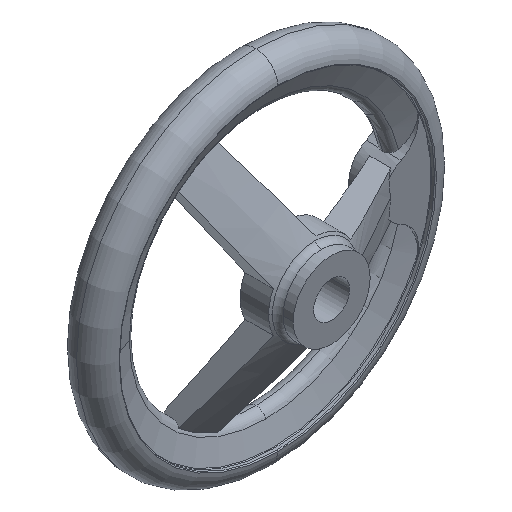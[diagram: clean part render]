
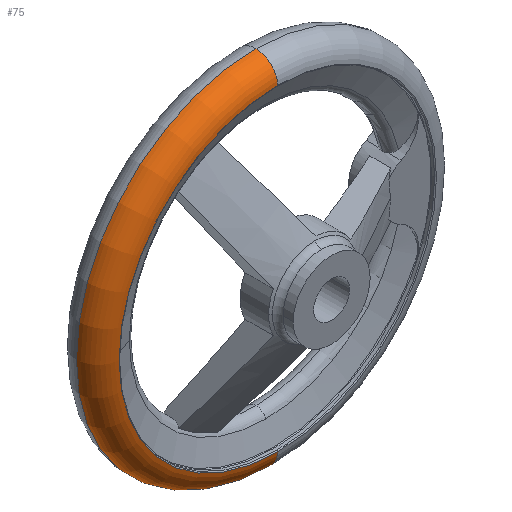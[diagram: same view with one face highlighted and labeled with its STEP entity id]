
A CAD part, isometric view. The second image highlights one B-rep face of the part: STEP entity #75.
In plain terms, the highlighted toroidal (fillet/blend) face has major radius 61.5 mm and minor radius 8.5 mm.
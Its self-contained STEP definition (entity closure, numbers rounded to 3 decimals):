
#75 = ADVANCED_FACE( '', ( #136 ), #137, .T. );
#136 = FACE_OUTER_BOUND( '', #258, .T. );
#137 = TOROIDAL_SURFACE( '', #259, 61.5, 8.5 );
#258 = EDGE_LOOP( '', ( #380, #381, #382, #383 ) );
#259 = AXIS2_PLACEMENT_3D( '', #384, #385, #386 );
#380 = ORIENTED_EDGE( '', *, *, #932, .F. );
#381 = ORIENTED_EDGE( '', *, *, #933, .T. );
#382 = ORIENTED_EDGE( '', *, *, #934, .T. );
#383 = ORIENTED_EDGE( '', *, *, #935, .T. );
#384 = CARTESIAN_POINT( '', ( 0., 29.5, 0. ) );
#385 = DIRECTION( '', ( 0., 1., 0. ) );
#386 = DIRECTION( '', ( 0., 0., 1. ) );
#932 = EDGE_CURVE( '', #1118, #1119, #1120, .T. );
#933 = EDGE_CURVE( '', #1118, #1121, #1122, .T. );
#934 = EDGE_CURVE( '', #1121, #1123, #1124, .T. );
#935 = EDGE_CURVE( '', #1123, #1119, #1125, .T. );
#1118 = VERTEX_POINT( '', #1426 );
#1119 = VERTEX_POINT( '', #1427 );
#1120 = CIRCLE( '', #1428, 70. );
#1121 = VERTEX_POINT( '', #1429 );
#1122 = CIRCLE( '', #1430, 8.5 );
#1123 = VERTEX_POINT( '', #1431 );
#1124 = CIRCLE( '', #1432, 61.854 );
#1125 = CIRCLE( '', #1433, 8.5 );
#1426 = CARTESIAN_POINT( '', ( 0., 29.5, -70. ) );
#1427 = CARTESIAN_POINT( '', ( 0., 29.5, 70. ) );
#1428 = AXIS2_PLACEMENT_3D( '', #2366, #2367, #2368 );
#1429 = CARTESIAN_POINT( '', ( 0., 21.007, -61.854 ) );
#1430 = AXIS2_PLACEMENT_3D( '', #2369, #2370, #2371 );
#1431 = CARTESIAN_POINT( '', ( 0., 21.007, 61.854 ) );
#1432 = AXIS2_PLACEMENT_3D( '', #2372, #2373, #2374 );
#1433 = AXIS2_PLACEMENT_3D( '', #2375, #2376, #2377 );
#2366 = CARTESIAN_POINT( '', ( 0., 29.5, 0. ) );
#2367 = DIRECTION( '', ( 0., 1., 0. ) );
#2368 = DIRECTION( '', ( 0., 0., 1. ) );
#2369 = CARTESIAN_POINT( '', ( 0., 29.5, -61.5 ) );
#2370 = DIRECTION( '', ( -1., 0., 0. ) );
#2371 = DIRECTION( '', ( 0., 0., -1. ) );
#2372 = CARTESIAN_POINT( '', ( 0., 21.007, 0. ) );
#2373 = DIRECTION( '', ( 0., 1., 0. ) );
#2374 = DIRECTION( '', ( 1., 0., 0. ) );
#2375 = CARTESIAN_POINT( '', ( 0., 29.5, 61.5 ) );
#2376 = DIRECTION( '', ( -1., 0., 0. ) );
#2377 = DIRECTION( '', ( 0., 0., 1. ) );
